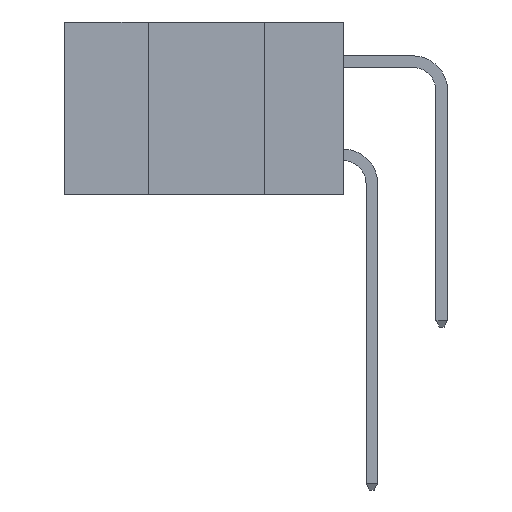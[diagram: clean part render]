
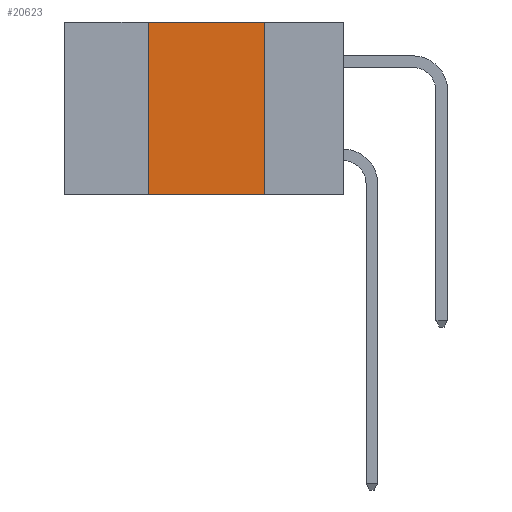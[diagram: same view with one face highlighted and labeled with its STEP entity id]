
A CAD part, left-side view. The second image highlights one B-rep face of the part: STEP entity #20623.
In plain terms, the highlighted planar face has unit normal (-1, 0, 0).
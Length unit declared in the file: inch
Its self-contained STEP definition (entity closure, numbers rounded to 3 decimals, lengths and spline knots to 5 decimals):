
#32 = CARTESIAN_POINT ( 'NONE',  ( 0., 0.17, 0. ) ) ;
#286 = ORIENTED_EDGE ( 'NONE', *, *, #20826, .F. ) ;
#1246 = EDGE_CURVE ( 'NONE', #18742, #17847, #3191, .T. ) ;
#2855 = AXIS2_PLACEMENT_3D ( 'NONE', #10222, #24473, #12289 ) ;
#3136 = VECTOR ( 'NONE', #13217, 39.37008 ) ;
#3191 = LINE ( 'NONE', #10841, #8656 ) ;
#3253 = FACE_OUTER_BOUND ( 'NONE', #17949, .T. ) ;
#3573 = VECTOR ( 'NONE', #25010, 39.37008 ) ;
#6034 = PLANE ( 'NONE',  #2855 ) ;
#6811 = CARTESIAN_POINT ( 'NONE',  ( 0., 0.42, -0.37 ) ) ;
#6839 = CARTESIAN_POINT ( 'NONE',  ( 0., 0.6, 0. ) ) ;
#7136 = VECTOR ( 'NONE', #8974, 39.37008 ) ;
#8656 = VECTOR ( 'NONE', #14495, 39.37008 ) ;
#8974 = DIRECTION ( 'NONE',  ( 0., -1., 0. ) ) ;
#10222 = CARTESIAN_POINT ( 'NONE',  ( 0., 0.6, 0. ) ) ;
#10841 = CARTESIAN_POINT ( 'NONE',  ( 0., 0.17, -0.37 ) ) ;
#11157 = ORIENTED_EDGE ( 'NONE', *, *, #23590, .T. ) ;
#12289 = DIRECTION ( 'NONE',  ( 0., 0., -1. ) ) ;
#13217 = DIRECTION ( 'NONE',  ( 0., -1., 0. ) ) ;
#13400 = LINE ( 'NONE', #23392, #3136 ) ;
#14495 = DIRECTION ( 'NONE',  ( 0., 0., -1. ) ) ;
#17847 = VERTEX_POINT ( 'NONE', #19887 ) ;
#17949 = EDGE_LOOP ( 'NONE', ( #20072, #20694, #286, #11157 ) ) ;
#18742 = VERTEX_POINT ( 'NONE', #32 ) ;
#18974 = VERTEX_POINT ( 'NONE', #6811 ) ;
#19883 = LINE ( 'NONE', #22961, #3573 ) ;
#19887 = CARTESIAN_POINT ( 'NONE',  ( 0., 0.17, -0.37 ) ) ;
#20072 = ORIENTED_EDGE ( 'NONE', *, *, #1246, .F. ) ;
#20490 = VERTEX_POINT ( 'NONE', #26162 ) ;
#20623 = ADVANCED_FACE ( 'NONE', ( #3253 ), #6034, .F. ) ;
#20694 = ORIENTED_EDGE ( 'NONE', *, *, #25647, .F. ) ;
#20826 = EDGE_CURVE ( 'NONE', #18974, #20490, #19883, .T. ) ;
#22961 = CARTESIAN_POINT ( 'NONE',  ( 0., 0.42, -0.37 ) ) ;
#23392 = CARTESIAN_POINT ( 'NONE',  ( 0., 0.6, -0.37 ) ) ;
#23496 = LINE ( 'NONE', #6839, #7136 ) ;
#23590 = EDGE_CURVE ( 'NONE', #18974, #17847, #13400, .T. ) ;
#24473 = DIRECTION ( 'NONE',  ( 1., 0., 0. ) ) ;
#25010 = DIRECTION ( 'NONE',  ( 0., 0., 1. ) ) ;
#25647 = EDGE_CURVE ( 'NONE', #20490, #18742, #23496, .T. ) ;
#26162 = CARTESIAN_POINT ( 'NONE',  ( 0., 0.42, 0. ) ) ;
